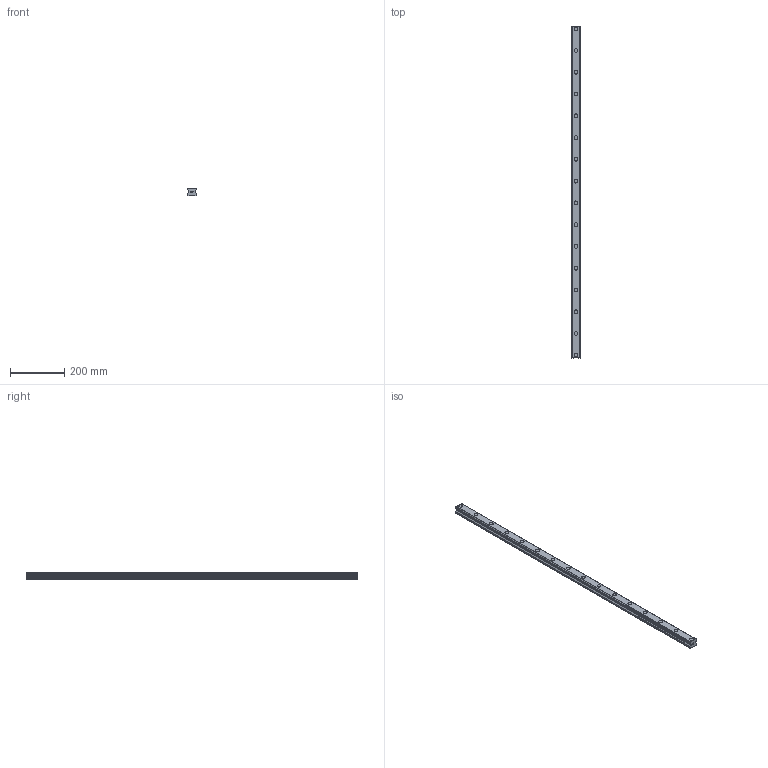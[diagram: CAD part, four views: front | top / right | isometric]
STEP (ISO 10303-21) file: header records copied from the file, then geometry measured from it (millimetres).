
FILE_DESCRIPTION(('STEP AP214'),'1');
FILE_NAME('cctmp_B5684A4A-B069-4619-A2E0-C8471D145B0B_2020_6_30_9_46_3_219..stp','2020-06-30T07:46:03',('HIWIN GmbH'),('CADClick - www.CADClick.com'),'Spatial InterOp 3D',' ','unknown authorization');
FILE_SCHEMA(('AUTOMOTIVE_DESIGN'));
Length unit declared in the file: millimetre
Products named in the file (1): HGR35R1220H_FILE
Bounding box: 34 x 1220 x 29 mm (x, y, z)
Volume: 994909.4 mm3; surface area: 178543.3 mm2
Topology: 1 solids, 1 shells, 259 faces, 615 edges, 410 vertices
Faces by surface type: plane 141, cylinder 118
Entity records: 9641 total; most frequent: DIRECTION 1371, CARTESIAN_POINT 1285, ORIENTED_EDGE 1230, EDGE_CURVE 615, AXIS2_PLACEMENT_3D 496, VERTEX_POINT 410, LINE 379, VECTOR 379
